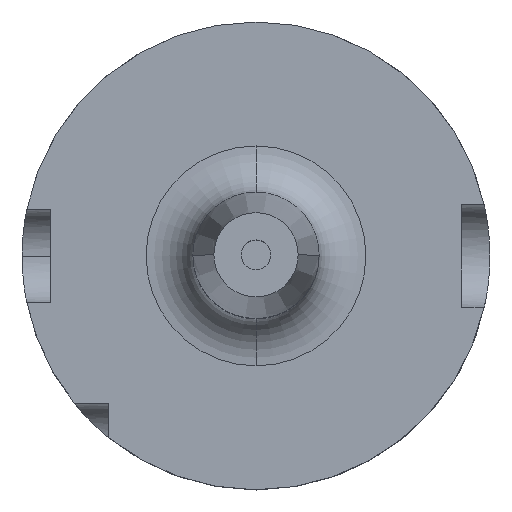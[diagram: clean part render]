
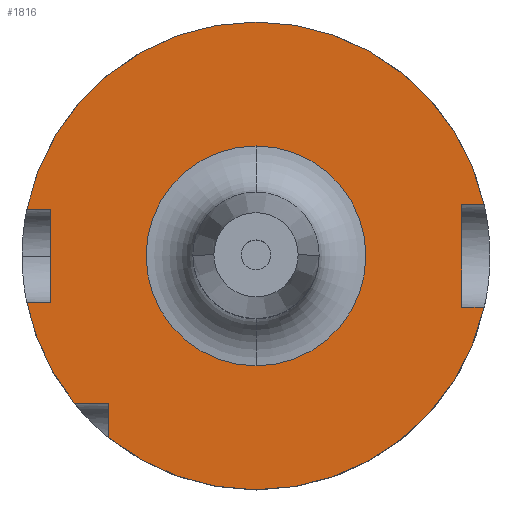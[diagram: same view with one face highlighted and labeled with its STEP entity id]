
A CAD part, top view. The second image highlights one B-rep face of the part: STEP entity #1816.
In plain terms, the highlighted planar face has unit normal (0, 0, 1).
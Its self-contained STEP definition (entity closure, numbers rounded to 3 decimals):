
#38 = LINE ( 'NONE', #2651, #2308 ) ;
#58 = VERTEX_POINT ( 'NONE', #966 ) ;
#66 = DIRECTION ( 'NONE',  ( 0., 0., 1. ) ) ;
#75 = ORIENTED_EDGE ( 'NONE', *, *, #1776, .T. ) ;
#228 = ORIENTED_EDGE ( 'NONE', *, *, #1697, .T. ) ;
#249 = ORIENTED_EDGE ( 'NONE', *, *, #805, .F. ) ;
#264 = DIRECTION ( 'NONE',  ( 1., 0., 0. ) ) ;
#278 = AXIS2_PLACEMENT_3D ( 'NONE', #1772, #463, #2000 ) ;
#306 = EDGE_LOOP ( 'NONE', ( #2713, #1360, #1980, #228, #1194, #75, #2609, #249, #2441, #1279, #802, #2119 ) ) ;
#314 = DIRECTION ( 'NONE',  ( 0., 1., 0. ) ) ;
#352 = VECTOR ( 'NONE', #264, 1000. ) ;
#376 = DIRECTION ( 'NONE',  ( 0., -1., 0. ) ) ;
#426 = VERTEX_POINT ( 'NONE', #597 ) ;
#463 = DIRECTION ( 'NONE',  ( 0., 0., -1. ) ) ;
#508 = EDGE_CURVE ( 'NONE', #2417, #1424, #38, .T. ) ;
#545 = EDGE_CURVE ( 'NONE', #1682, #1819, #577, .T. ) ;
#571 = CIRCLE ( 'NONE', #713, 50. ) ;
#577 = LINE ( 'NONE', #963, #647 ) ;
#597 = CARTESIAN_POINT ( 'NONE',  ( -38.83, -31.5, 29. ) ) ;
#604 = DIRECTION ( 'NONE',  ( 0., 0., -1. ) ) ;
#613 = LINE ( 'NONE', #1706, #2259 ) ;
#647 = VECTOR ( 'NONE', #1174, 1000. ) ;
#650 = CARTESIAN_POINT ( 'NONE',  ( 48.775, -11., 29. ) ) ;
#677 = EDGE_LOOP ( 'NONE', ( #1966, #1975 ) ) ;
#681 = VECTOR ( 'NONE', #979, 1000. ) ;
#699 = EDGE_CURVE ( 'NONE', #2667, #1261, #2040, .T. ) ;
#713 = AXIS2_PLACEMENT_3D ( 'NONE', #1928, #604, #2134 ) ;
#720 = AXIS2_PLACEMENT_3D ( 'NONE', #732, #2256, #951 ) ;
#732 = CARTESIAN_POINT ( 'NONE',  ( 0., 0., 29. ) ) ;
#757 = EDGE_CURVE ( 'NONE', #1313, #2576, #809, .T. ) ;
#802 = ORIENTED_EDGE ( 'NONE', *, *, #545, .F. ) ;
#805 = EDGE_CURVE ( 'NONE', #2581, #2789, #1353, .T. ) ;
#809 = LINE ( 'NONE', #1453, #2533 ) ;
#828 = CARTESIAN_POINT ( 'NONE',  ( 0., 0., 29. ) ) ;
#835 = LINE ( 'NONE', #2285, #681 ) ;
#875 = VECTOR ( 'NONE', #2085, 1000. ) ;
#930 = LINE ( 'NONE', #2357, #2036 ) ;
#933 = LINE ( 'NONE', #2286, #875 ) ;
#951 = DIRECTION ( 'NONE',  ( 0., -1., 0. ) ) ;
#963 = CARTESIAN_POINT ( 'NONE',  ( 0., -10., 29. ) ) ;
#966 = CARTESIAN_POINT ( 'NONE',  ( 48.775, 11., 29. ) ) ;
#969 = FACE_BOUND ( 'NONE', #677, .T. ) ;
#979 = DIRECTION ( 'NONE',  ( -1., 0., 0. ) ) ;
#1024 = DIRECTION ( 'NONE',  ( 0., 1., 0. ) ) ;
#1048 = CARTESIAN_POINT ( 'NONE',  ( 0., 0., 29. ) ) ;
#1050 = DIRECTION ( 'NONE',  ( 0., 0., -1. ) ) ;
#1112 = AXIS2_PLACEMENT_3D ( 'NONE', #2258, #66, #2674 ) ;
#1163 = CARTESIAN_POINT ( 'NONE',  ( 0., 0., 29. ) ) ;
#1167 = CARTESIAN_POINT ( 'NONE',  ( -48.99, -10., 29. ) ) ;
#1170 = DIRECTION ( 'NONE',  ( 0., 0., -1. ) ) ;
#1174 = DIRECTION ( 'NONE',  ( 1., 0., 0. ) ) ;
#1194 = ORIENTED_EDGE ( 'NONE', *, *, #757, .F. ) ;
#1201 = DIRECTION ( 'NONE',  ( 0., -1., 0. ) ) ;
#1210 = CARTESIAN_POINT ( 'NONE',  ( -31.5, -38.83, 29. ) ) ;
#1213 = CARTESIAN_POINT ( 'NONE',  ( -44., 10., 29. ) ) ;
#1229 = CARTESIAN_POINT ( 'NONE',  ( 44., 11., 29. ) ) ;
#1234 = CARTESIAN_POINT ( 'NONE',  ( 44., -11., 29. ) ) ;
#1258 = VERTEX_POINT ( 'NONE', #650 ) ;
#1261 = VERTEX_POINT ( 'NONE', #2739 ) ;
#1262 = DIRECTION ( 'NONE',  ( 0., 1., 0. ) ) ;
#1279 = ORIENTED_EDGE ( 'NONE', *, *, #1944, .T. ) ;
#1294 = AXIS2_PLACEMENT_3D ( 'NONE', #1048, #2559, #1262 ) ;
#1313 = VERTEX_POINT ( 'NONE', #1229 ) ;
#1341 = LINE ( 'NONE', #1553, #352 ) ;
#1353 = CIRCLE ( 'NONE', #2741, 50. ) ;
#1360 = ORIENTED_EDGE ( 'NONE', *, *, #508, .F. ) ;
#1424 = VERTEX_POINT ( 'NONE', #2339 ) ;
#1453 = CARTESIAN_POINT ( 'NONE',  ( 44., -11., 29. ) ) ;
#1460 = FACE_OUTER_BOUND ( 'NONE', #306, .T. ) ;
#1494 = CARTESIAN_POINT ( 'NONE',  ( 0., 50., 29. ) ) ;
#1553 = CARTESIAN_POINT ( 'NONE',  ( 0., 11., 29. ) ) ;
#1601 = CIRCLE ( 'NONE', #278, 50. ) ;
#1682 = VERTEX_POINT ( 'NONE', #1167 ) ;
#1697 = EDGE_CURVE ( 'NONE', #1258, #2576, #835, .T. ) ;
#1706 = CARTESIAN_POINT ( 'NONE',  ( 0., -31.5, 29. ) ) ;
#1772 = CARTESIAN_POINT ( 'NONE',  ( 0., 0., 29. ) ) ;
#1776 = EDGE_CURVE ( 'NONE', #1313, #58, #1341, .T. ) ;
#1816 = ADVANCED_FACE ( 'NONE', ( #969, #1460 ), #2461, .T. ) ;
#1819 = VERTEX_POINT ( 'NONE', #1849 ) ;
#1849 = CARTESIAN_POINT ( 'NONE',  ( -44., -10., 29. ) ) ;
#1859 = VERTEX_POINT ( 'NONE', #1213 ) ;
#1928 = CARTESIAN_POINT ( 'NONE',  ( 0., 0., 29. ) ) ;
#1944 = EDGE_CURVE ( 'NONE', #1859, #1819, #933, .T. ) ;
#1966 = ORIENTED_EDGE ( 'NONE', *, *, #2267, .T. ) ;
#1975 = ORIENTED_EDGE ( 'NONE', *, *, #699, .T. ) ;
#1980 = ORIENTED_EDGE ( 'NONE', *, *, #2236, .F. ) ;
#2000 = DIRECTION ( 'NONE',  ( 0., 1., 0. ) ) ;
#2036 = VECTOR ( 'NONE', #2567, 1000. ) ;
#2040 = CIRCLE ( 'NONE', #2582, 23.5 ) ;
#2085 = DIRECTION ( 'NONE',  ( 0., -1., 0. ) ) ;
#2119 = ORIENTED_EDGE ( 'NONE', *, *, #2628, .F. ) ;
#2134 = DIRECTION ( 'NONE',  ( 0., 1., 0. ) ) ;
#2154 = DIRECTION ( 'NONE',  ( -1., 0., 0. ) ) ;
#2186 = EDGE_CURVE ( 'NONE', #1424, #426, #613, .T. ) ;
#2236 = EDGE_CURVE ( 'NONE', #1258, #2417, #1601, .T. ) ;
#2256 = DIRECTION ( 'NONE',  ( 0., 0., -1. ) ) ;
#2258 = CARTESIAN_POINT ( 'NONE',  ( 0., 0., 29. ) ) ;
#2259 = VECTOR ( 'NONE', #2154, 1000. ) ;
#2267 = EDGE_CURVE ( 'NONE', #1261, #2667, #2685, .T. ) ;
#2285 = CARTESIAN_POINT ( 'NONE',  ( 0., -11., 29. ) ) ;
#2286 = CARTESIAN_POINT ( 'NONE',  ( -44., -10., 29. ) ) ;
#2308 = VECTOR ( 'NONE', #314, 1000. ) ;
#2339 = CARTESIAN_POINT ( 'NONE',  ( -31.5, -31.5, 29. ) ) ;
#2357 = CARTESIAN_POINT ( 'NONE',  ( 0., 10., 29. ) ) ;
#2417 = VERTEX_POINT ( 'NONE', #1210 ) ;
#2441 = ORIENTED_EDGE ( 'NONE', *, *, #2665, .F. ) ;
#2461 = PLANE ( 'NONE',  #1112 ) ;
#2532 = CARTESIAN_POINT ( 'NONE',  ( -48.99, 10., 29. ) ) ;
#2533 = VECTOR ( 'NONE', #376, 1000. ) ;
#2554 = EDGE_CURVE ( 'NONE', #2789, #58, #571, .T. ) ;
#2559 = DIRECTION ( 'NONE',  ( 0., 0., -1. ) ) ;
#2567 = DIRECTION ( 'NONE',  ( -1., 0., 0. ) ) ;
#2576 = VERTEX_POINT ( 'NONE', #1234 ) ;
#2581 = VERTEX_POINT ( 'NONE', #2532 ) ;
#2582 = AXIS2_PLACEMENT_3D ( 'NONE', #828, #1170, #1201 ) ;
#2609 = ORIENTED_EDGE ( 'NONE', *, *, #2554, .F. ) ;
#2628 = EDGE_CURVE ( 'NONE', #426, #1682, #2794, .T. ) ;
#2651 = CARTESIAN_POINT ( 'NONE',  ( -31.5, 0., 29. ) ) ;
#2665 = EDGE_CURVE ( 'NONE', #1859, #2581, #930, .T. ) ;
#2667 = VERTEX_POINT ( 'NONE', #2781 ) ;
#2674 = DIRECTION ( 'NONE',  ( 0., -1., 0. ) ) ;
#2685 = CIRCLE ( 'NONE', #720, 23.5 ) ;
#2713 = ORIENTED_EDGE ( 'NONE', *, *, #2186, .F. ) ;
#2739 = CARTESIAN_POINT ( 'NONE',  ( 0., -23.5, 29. ) ) ;
#2741 = AXIS2_PLACEMENT_3D ( 'NONE', #1163, #1050, #1024 ) ;
#2781 = CARTESIAN_POINT ( 'NONE',  ( 0., 23.5, 29. ) ) ;
#2789 = VERTEX_POINT ( 'NONE', #1494 ) ;
#2794 = CIRCLE ( 'NONE', #1294, 50. ) ;
